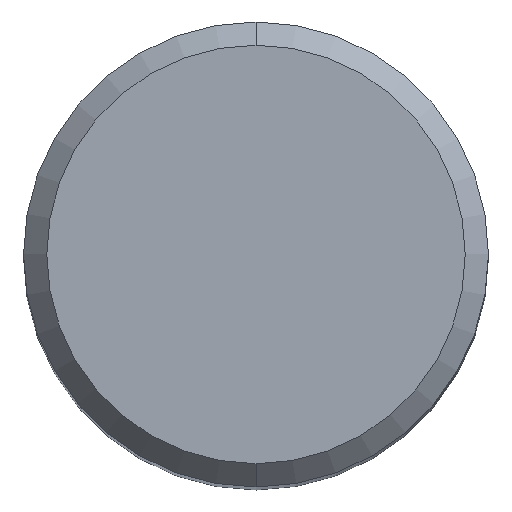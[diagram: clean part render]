
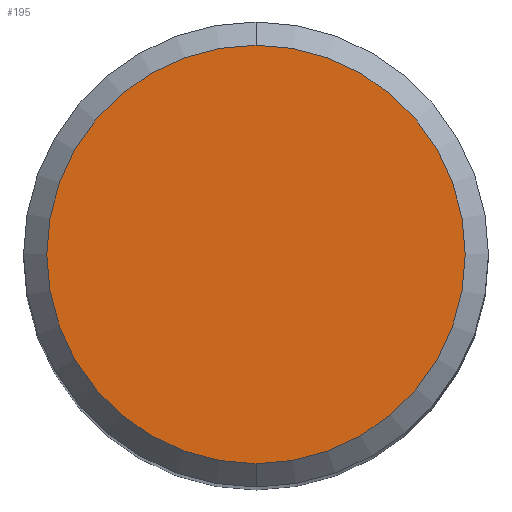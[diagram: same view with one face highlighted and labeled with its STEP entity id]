
A CAD part, top view. The second image highlights one B-rep face of the part: STEP entity #195.
In plain terms, the highlighted planar face has unit normal (0, 0, 1).
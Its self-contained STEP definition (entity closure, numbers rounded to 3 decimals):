
#149=EDGE_CURVE('',#223,#183,#308,.T.);
#177=EDGE_CURVE('',#183,#223,#339,.T.);
#183=VERTEX_POINT('',#345);
#195=ADVANCED_FACE('',(#358),#359,.T.);
#223=VERTEX_POINT('',#391);
#308=CIRCLE('',#490,5.4);
#339=CIRCLE('',#531,5.4);
#345=CARTESIAN_POINT('',(0.,-5.4,0.0));
#358=FACE_OUTER_BOUND('',#551,.T.);
#359=PLANE('',#552);
#391=CARTESIAN_POINT('',(0.0,5.4,0.0));
#490=AXIS2_PLACEMENT_3D('',#683,#684,#685);
#531=AXIS2_PLACEMENT_3D('',#721,#722,#723);
#551=EDGE_LOOP('',(#736,#737));
#552=AXIS2_PLACEMENT_3D('',#738,#739,#740);
#683=CARTESIAN_POINT('',(0.0,0.0,0.0));
#684=DIRECTION('',(0.0,0.0,-1.0));
#685=DIRECTION('',(0.0,1.0,0.0));
#721=CARTESIAN_POINT('',(0.0,0.0,0.0));
#722=DIRECTION('',(0.0,0.0,-1.0));
#723=DIRECTION('',(0.0,1.0,0.0));
#736=ORIENTED_EDGE('',*,*,#149,.F.);
#737=ORIENTED_EDGE('',*,*,#177,.F.);
#738=CARTESIAN_POINT('',(0.0,2.7,0.0));
#739=DIRECTION('',(-0.0,0.0,1.0));
#740=DIRECTION('',(0.0,-1.0,0.0));
